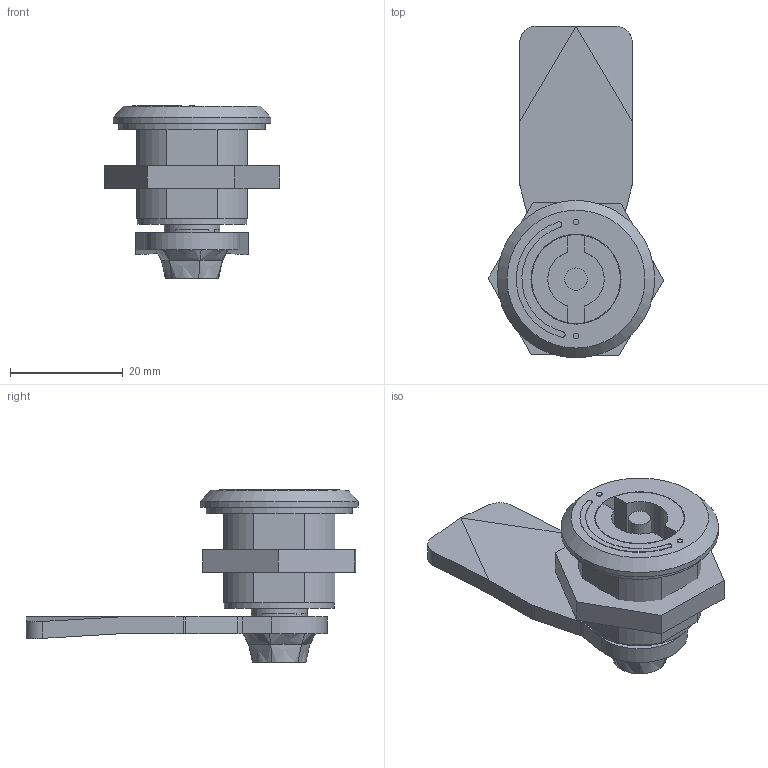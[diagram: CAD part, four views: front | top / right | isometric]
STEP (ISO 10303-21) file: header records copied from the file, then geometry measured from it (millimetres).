
FILE_DESCRIPTION(/* description */ (''),/* implementation_level */ '2;1');
FILE_NAME(/* name */ 'KCS-1402-18.3.stp',/* time_stamp */ '2023-07-25T17:55:17+09:00',/* author */ ('user'),/* organization */ (''),/* preprocessor_version */ 'ST-DEVELOPER v15.6',/* originating_system */ 'Autodesk Inventor 2015',/* authorisation */ '');
FILE_SCHEMA (('AUTOMOTIVE_DESIGN { 1 0 10303 214 3 1 1 }'));
Length unit declared in the file: millimetre
Products named in the file (7): 본체; M20 너트; 날개; 본체2; 패킹; 나사; KCS-1402-18.3
Bounding box: 31.17 x 59 x 30.7 mm (x, y, z)
Volume: 11969 mm3; surface area: 10353.2 mm2
Topology: 6 solids, 6 shells, 147 faces, 364 edges, 247 vertices
Faces by surface type: plane 87, cylinder 38, bspline 16, torus 4, cone 2
Full cylindrical faces by diameter (mm): 1 x2, 4 x1, 6 x3, 7.9 x1, 9.9 x2, 12.6 x1, 15.8 x1, 16 x1, 19.5 x1, 20 x1, 22 x1, 26 x1, 28 x1
Entity records: 4788 total; most frequent: CARTESIAN_POINT 1182, DIRECTION 717, ORIENTED_EDGE 662, EDGE_CURVE 331, AXIS2_PLACEMENT_3D 250, VERTEX_POINT 229, LINE 217, VECTOR 217
